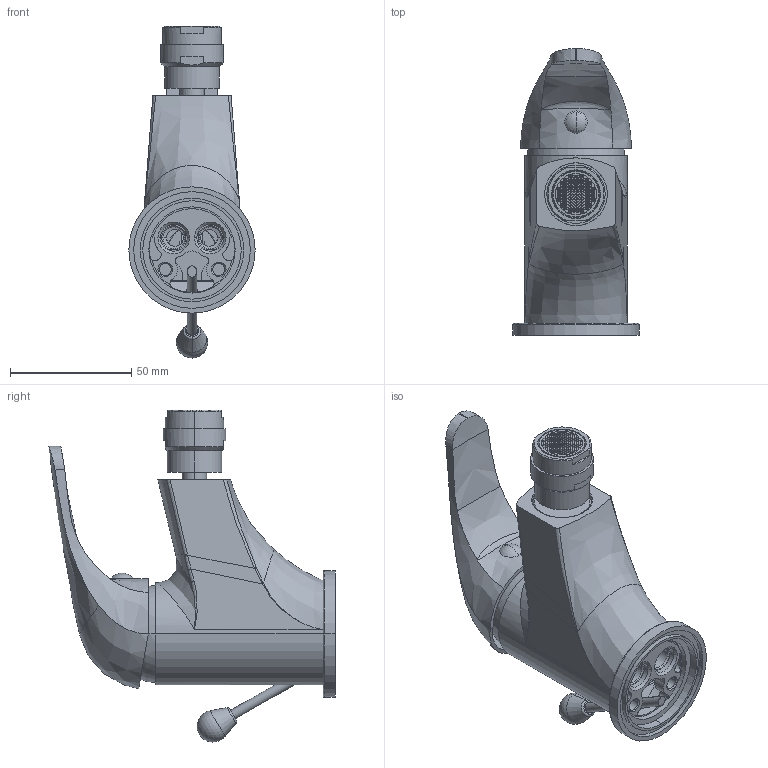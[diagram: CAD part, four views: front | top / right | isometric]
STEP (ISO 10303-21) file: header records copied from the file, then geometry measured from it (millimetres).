
FILE_DESCRIPTION((''),'2;1');
FILE_NAME('APM3135CR','2021-10-14T16:25:43',('ut3'),('PAFFONI SpA'),'CREO PARAMETRIC BY PTC INC, 2020044','CREO PARAMETRIC BY PTC INC, 2020044','');
FILE_SCHEMA(('CONFIG_CONTROL_DESIGN','SHAPE_APPEARANCE_LAYERS_GROUPS'));
Length unit declared in the file: millimetre
Products named in the file (1): APM3135CR
Bounding box: 52 x 118 x 136.67 mm (x, y, z)
Volume: 113559.1 mm3; surface area: 80569.8 mm2
Topology: 3 solids, 3 shells, 2664 faces, 7741 edges, 5046 vertices
Faces by surface type: plane 2041, cylinder 348, torus 100, bspline 86, cone 71, sphere 14, extrusion 4
Entity records: 108311 total; most frequent: CARTESIAN_POINT 26459, ORIENTED_EDGE 15454, DIRECTION 14297, EDGE_CURVE 7727, VECTOR 5081, LINE 5077, VERTEX_POINT 5046, AXIS2_PLACEMENT_3D 4608
